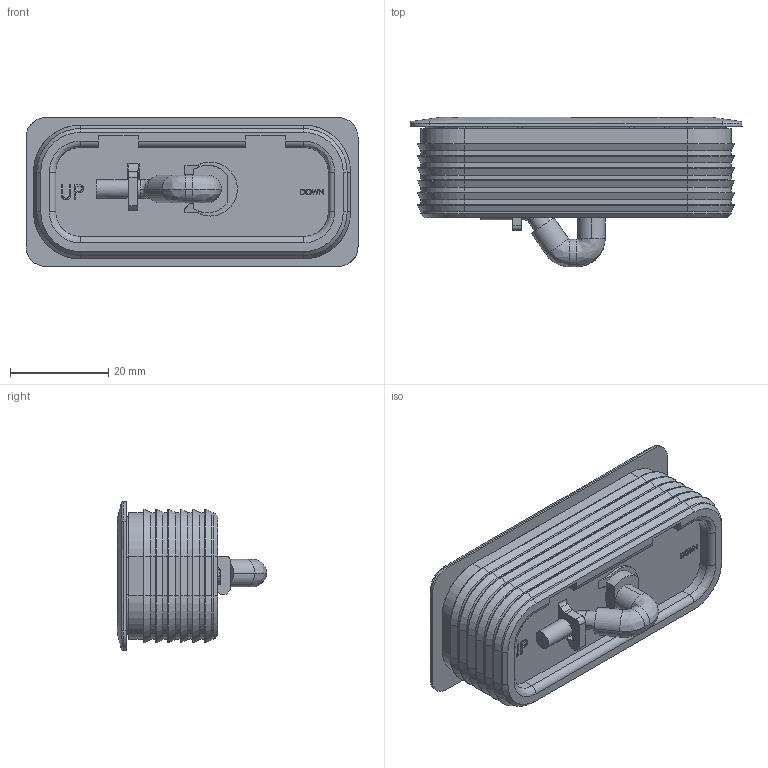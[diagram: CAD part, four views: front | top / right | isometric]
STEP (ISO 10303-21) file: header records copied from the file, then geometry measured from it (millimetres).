
FILE_DESCRIPTION (( 'STEP AP203' ), '1' );
FILE_NAME ('Touch Basic IL.STEP', '2014-04-04T09:20:56', ( 'admin' ), ( 'Hewlett-Packard Company' ), 'SwSTEP 2.0', 'SolidWorks 2012', '' );
FILE_SCHEMA (( 'CONFIG_CONTROL_DESIGN' ));
Length unit declared in the file: millimetre
Products named in the file (1): Touch Basic IL
Bounding box: 67.73 x 30.49 x 30.33 mm (x, y, z)
Volume: 30335.4 mm3; surface area: 9541.6 mm2
Topology: 1 solids, 1 shells, 456 faces, 1141 edges, 712 vertices
Faces by surface type: plane 199, cylinder 113, bspline 109, cone 35
Entity records: 20510 total; most frequent: CARTESIAN_POINT 10176, ORIENTED_EDGE 2282, DIRECTION 1935, EDGE_CURVE 1141, VERTEX_POINT 712, AXIS2_PLACEMENT_3D 659, LINE 617, VECTOR 617
